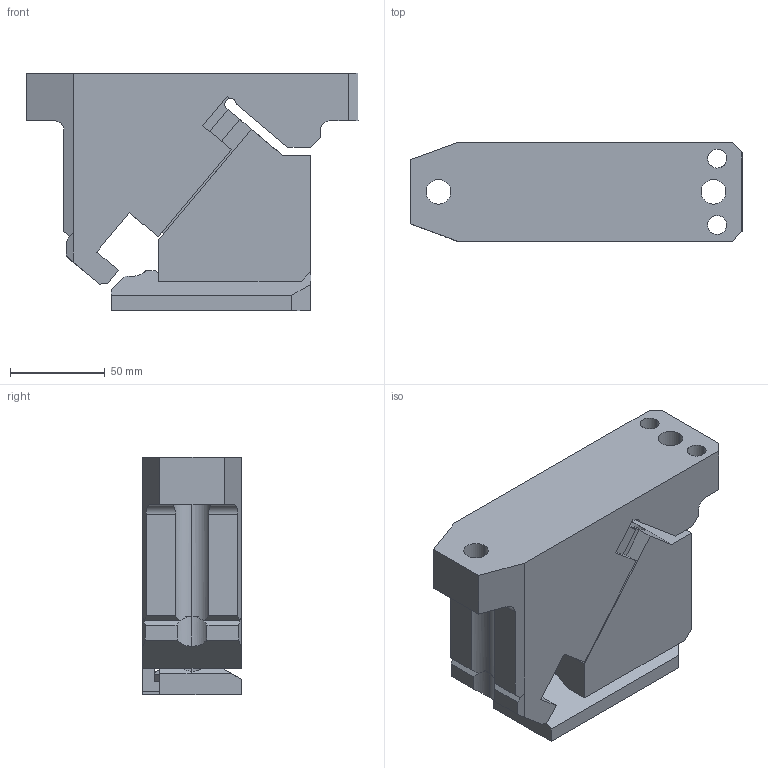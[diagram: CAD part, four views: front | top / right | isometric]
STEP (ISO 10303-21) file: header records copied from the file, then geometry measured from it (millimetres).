
FILE_DESCRIPTION(('CATIA V5 STEP Exchange'),'2;1');
FILE_NAME('CACS_52_00.stp','2015-04-21T07:11:01+00:00',('none'),('none'),'CATIA Version 5 Release 19 SP 2 (IN-10)','CATIA V5 STEP AP203','none');
FILE_SCHEMA(('CONFIG_CONTROL_DESIGN'));
Length unit declared in the file: millimetre
Products named in the file (1): CACS_52_00
Bounding box: 175 x 52 x 125 mm (x, y, z)
Volume: 728160.1 mm3; surface area: 105857 mm2
Topology: 3 solids, 3 shells, 192 faces, 538 edges, 355 vertices
Faces by surface type: plane 120, cylinder 42, bspline 26, extrusion 4
Entity records: 7112 total; most frequent: CARTESIAN_POINT 2542, ORIENTED_EDGE 1076, DIRECTION 684, EDGE_CURVE 538, VERTEX_POINT 355, VECTOR 345, LINE 341, EDGE_LOOP 211
